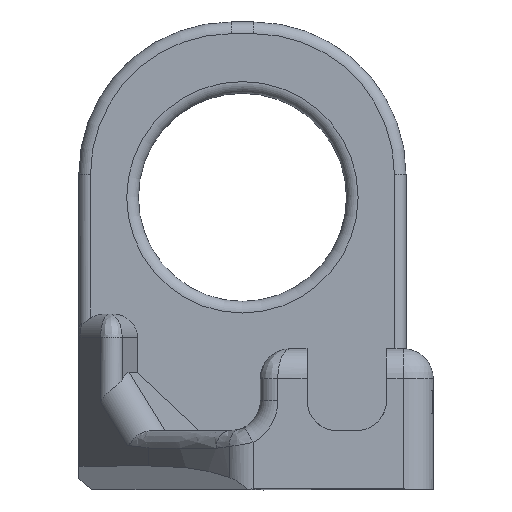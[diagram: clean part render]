
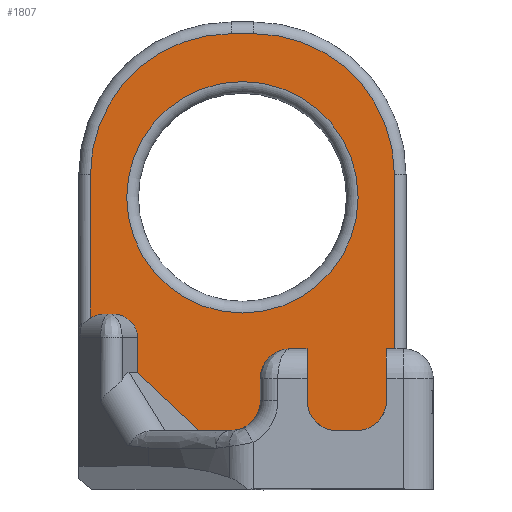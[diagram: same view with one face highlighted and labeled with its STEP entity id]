
A CAD part, top view. The second image highlights one B-rep face of the part: STEP entity #1807.
In plain terms, the highlighted planar face has unit normal (0, 0, 1).
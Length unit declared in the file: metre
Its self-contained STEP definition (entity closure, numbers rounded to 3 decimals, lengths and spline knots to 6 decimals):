
#48=ELLIPSE('',#1957,0.002224,0.002);
#49=ELLIPSE('',#1958,0.002122,0.002);
#84=B_SPLINE_CURVE_WITH_KNOTS('',3,(#2975,#2976,#2977,#2978,#2979),
 .UNSPECIFIED.,.F.,.F.,(4,1,4),(0.,0.001203,
0.002406),.UNSPECIFIED.);
#152=LINE('',#2668,#304);
#159=LINE('',#2699,#311);
#172=LINE('',#2809,#324);
#204=LINE('',#2956,#356);
#205=LINE('',#2960,#357);
#206=LINE('',#2964,#358);
#207=LINE('',#2968,#359);
#208=LINE('',#2972,#360);
#209=LINE('',#2974,#361);
#304=VECTOR('',#2130,1.);
#311=VECTOR('',#2141,1.);
#324=VECTOR('',#2164,1.);
#356=VECTOR('',#2252,1.);
#357=VECTOR('',#2255,1.);
#358=VECTOR('',#2258,1.);
#359=VECTOR('',#2261,1.);
#360=VECTOR('',#2264,1.);
#361=VECTOR('',#2265,1.);
#573=ORIENTED_EDGE('',*,*,#1108,.T.);
#574=ORIENTED_EDGE('',*,*,#1053,.F.);
#575=ORIENTED_EDGE('',*,*,#1109,.T.);
#576=ORIENTED_EDGE('',*,*,#1110,.T.);
#577=ORIENTED_EDGE('',*,*,#1111,.T.);
#578=ORIENTED_EDGE('',*,*,#1112,.T.);
#579=ORIENTED_EDGE('',*,*,#1113,.T.);
#580=ORIENTED_EDGE('',*,*,#1114,.T.);
#581=ORIENTED_EDGE('',*,*,#1115,.F.);
#582=ORIENTED_EDGE('',*,*,#1116,.T.);
#583=ORIENTED_EDGE('',*,*,#1117,.F.);
#584=ORIENTED_EDGE('',*,*,#1118,.T.);
#585=ORIENTED_EDGE('',*,*,#1020,.F.);
#586=ORIENTED_EDGE('',*,*,#1119,.T.);
#587=ORIENTED_EDGE('',*,*,#1030,.T.);
#1020=EDGE_CURVE('',#1296,#1297,#152,.T.);
#1030=EDGE_CURVE('',#1306,#1307,#159,.T.);
#1053=EDGE_CURVE('',#1328,#1307,#172,.T.);
#1108=EDGE_CURVE('',#1370,#1370,#1471,.F.);
#1109=EDGE_CURVE('',#1328,#1371,#204,.F.);
#1110=EDGE_CURVE('',#1371,#1372,#1472,.T.);
#1111=EDGE_CURVE('',#1372,#1373,#205,.T.);
#1112=EDGE_CURVE('',#1373,#1374,#1473,.T.);
#1113=EDGE_CURVE('',#1374,#1375,#206,.T.);
#1114=EDGE_CURVE('',#1375,#1376,#48,.F.);
#1115=EDGE_CURVE('',#1377,#1376,#207,.F.);
#1116=EDGE_CURVE('',#1377,#1378,#49,.F.);
#1117=EDGE_CURVE('',#1379,#1378,#208,.T.);
#1118=EDGE_CURVE('',#1379,#1297,#209,.F.);
#1119=EDGE_CURVE('',#1296,#1306,#84,.T.);
#1296=VERTEX_POINT('',#2667);
#1297=VERTEX_POINT('',#2669);
#1306=VERTEX_POINT('',#2700);
#1307=VERTEX_POINT('',#2701);
#1328=VERTEX_POINT('',#2808);
#1370=VERTEX_POINT('',#2955);
#1371=VERTEX_POINT('',#2957);
#1372=VERTEX_POINT('',#2959);
#1373=VERTEX_POINT('',#2961);
#1374=VERTEX_POINT('',#2963);
#1375=VERTEX_POINT('',#2965);
#1376=VERTEX_POINT('',#2967);
#1377=VERTEX_POINT('',#2969);
#1378=VERTEX_POINT('',#2971);
#1379=VERTEX_POINT('',#2973);
#1471=CIRCLE('',#1954,0.0099);
#1472=CIRCLE('',#1955,0.012037);
#1473=CIRCLE('',#1956,0.012037);
#1535=EDGE_LOOP('',(#573));
#1536=EDGE_LOOP('',(#574,#575,#576,#577,#578,#579,#580,#581,#582,#583,#584,
#585,#586,#587));
#1652=FACE_BOUND('',#1535,.T.);
#1653=FACE_BOUND('',#1536,.T.);
#1760=PLANE('',#1953);
#1807=ADVANCED_FACE('',(#1652,#1653),#1760,.T.);
#1953=AXIS2_PLACEMENT_3D('',#2953,#2248,#2249);
#1954=AXIS2_PLACEMENT_3D('',#2954,#2250,#2251);
#1955=AXIS2_PLACEMENT_3D('',#2958,#2253,#2254);
#1956=AXIS2_PLACEMENT_3D('',#2962,#2256,#2257);
#1957=AXIS2_PLACEMENT_3D('',#2966,#2259,#2260);
#1958=AXIS2_PLACEMENT_3D('',#2970,#2262,#2263);
#2130=DIRECTION('',(-1.,0.,0.));
#2141=DIRECTION('',(0.,-1.,0.));
#2164=DIRECTION('',(-1.,0.,0.));
#2248=DIRECTION('',(0.,0.,1.));
#2249=DIRECTION('',(0.,-1.,0.));
#2250=DIRECTION('',(0.,0.,1.));
#2251=DIRECTION('',(0.,-1.,0.));
#2252=DIRECTION('',(0.,-1.,0.));
#2253=DIRECTION('',(0.,0.,1.));
#2254=DIRECTION('',(0.,-1.,0.));
#2255=DIRECTION('',(-1.,0.,0.));
#2256=DIRECTION('',(0.,0.,1.));
#2257=DIRECTION('',(0.,-1.,0.));
#2258=DIRECTION('',(0.,-1.,0.));
#2259=DIRECTION('',(0.,0.,1.));
#2260=DIRECTION('',(1.,0.,0.));
#2261=DIRECTION('',(1.,0.,0.));
#2262=DIRECTION('',(0.,0.,1.));
#2263=DIRECTION('',(1.,0.,0.));
#2264=DIRECTION('',(0.,1.,0.));
#2265=DIRECTION('',(-0.728,0.686,0.));
#2667=CARTESIAN_POINT('',(-0.030582,0.093845,0.045684));
#2668=CARTESIAN_POINT('',(-0.035425,0.093845,0.045684));
#2669=CARTESIAN_POINT('',(-0.039088,0.093845,0.045684));
#2699=CARTESIAN_POINT('',(-0.029003,0.093845,0.045684));
#2700=CARTESIAN_POINT('',(-0.029003,0.092345,0.045684));
#2701=CARTESIAN_POINT('',(-0.029003,0.088845,0.045684));
#2808=CARTESIAN_POINT('',(-0.022425,0.088845,0.045684));
#2809=CARTESIAN_POINT('',(-0.02713,0.088845,0.045684));
#2953=CARTESIAN_POINT('',(-0.035425,0.128845,0.045684));
#2954=CARTESIAN_POINT('',(-0.035425,0.113845,0.045684));
#2955=CARTESIAN_POINT('',(-0.035425,0.103945,0.045684));
#2956=CARTESIAN_POINT('',(-0.022425,0.128845,0.045684));
#2957=CARTESIAN_POINT('',(-0.022425,0.115809,0.045684));
#2958=CARTESIAN_POINT('',(-0.034462,0.115809,0.045684));
#2959=CARTESIAN_POINT('',(-0.034462,0.127845,0.045684));
#2960=CARTESIAN_POINT('',(-0.035425,0.127845,0.045684));
#2961=CARTESIAN_POINT('',(-0.036388,0.127845,0.045684));
#2962=CARTESIAN_POINT('',(-0.036388,0.115809,0.045684));
#2963=CARTESIAN_POINT('',(-0.048425,0.115809,0.045684));
#2964=CARTESIAN_POINT('',(-0.048425,0.101845,0.045684));
#2965=CARTESIAN_POINT('',(-0.048425,0.103515,0.045684));
#2966=CARTESIAN_POINT('',(-0.047201,0.101845,0.045684));
#2967=CARTESIAN_POINT('',(-0.047201,0.103845,0.045684));
#2968=CARTESIAN_POINT('',(-0.035425,0.103845,0.045684));
#2969=CARTESIAN_POINT('',(-0.046516,0.103845,0.045684));
#2970=CARTESIAN_POINT('',(-0.046516,0.101845,0.045684));
#2971=CARTESIAN_POINT('',(-0.044394,0.101845,0.045684));
#2972=CARTESIAN_POINT('',(-0.044394,0.098845,0.045684));
#2973=CARTESIAN_POINT('',(-0.044394,0.098845,0.045684));
#2974=CARTESIAN_POINT('',(-0.043543,0.098044,0.045684));
#2975=CARTESIAN_POINT('',(-0.030582,0.093845,0.045684));
#2976=CARTESIAN_POINT('',(-0.030176,0.093845,0.045684));
#2977=CARTESIAN_POINT('',(-0.029372,0.093541,0.045684));
#2978=CARTESIAN_POINT('',(-0.029003,0.092753,0.045684));
#2979=CARTESIAN_POINT('',(-0.029003,0.092345,0.045684));
